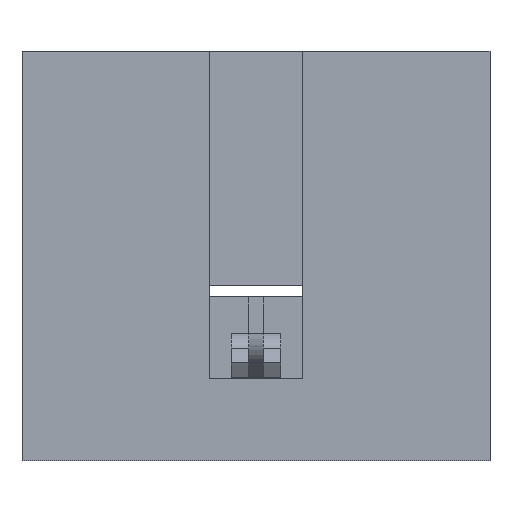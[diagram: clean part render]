
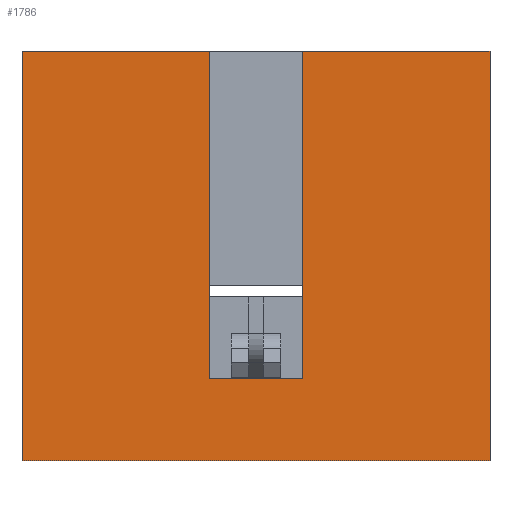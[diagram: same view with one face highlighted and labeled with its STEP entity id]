
A CAD part, front view. The second image highlights one B-rep face of the part: STEP entity #1786.
In plain terms, the highlighted planar face has unit normal (0, -1, 0).
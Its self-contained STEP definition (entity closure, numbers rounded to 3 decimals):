
#262=DIRECTION('',(1.,0.,0.));
#263=VECTOR('',#262,1.6);
#264=CARTESIAN_POINT('',(-2.,-1.,0.));
#265=LINE('4552',#264,#263);
#318=DIRECTION('',(1.,0.,0.));
#319=VECTOR('',#318,1.6);
#320=CARTESIAN_POINT('',(0.4,-1.,0.));
#321=LINE('4553',#320,#319);
#692=DIRECTION('',(1.,0.,0.));
#693=VECTOR('',#692,4.);
#694=CARTESIAN_POINT('',(-2.,-1.,-3.5));
#695=LINE('3596',#694,#693);
#804=DIRECTION('',(0.,0.,-1.));
#805=VECTOR('',#804,2.8);
#806=CARTESIAN_POINT('',(0.4,-1.,0.));
#807=LINE('4535',#806,#805);
#811=DIRECTION('',(0.,0.,-1.));
#812=VECTOR('',#811,3.5);
#813=CARTESIAN_POINT('',(-2.,-1.,0.));
#814=LINE('3603',#813,#812);
#818=DIRECTION('',(0.,0.,-1.));
#819=VECTOR('',#818,2.8);
#820=CARTESIAN_POINT('',(-0.4,-1.,0.));
#821=LINE('4536',#820,#819);
#825=DIRECTION('',(1.,0.,0.));
#826=VECTOR('',#825,0.8);
#827=CARTESIAN_POINT('',(-0.4,-1.,-2.8));
#828=LINE('4870',#827,#826);
#832=DIRECTION('',(0.,0.,-1.));
#833=VECTOR('',#832,3.5);
#834=CARTESIAN_POINT('',(2.,-1.,0.));
#835=LINE('3605',#834,#833);
#1118=CARTESIAN_POINT('',(-2.,-1.,0.));
#1120=VERTEX_POINT('',#1118);
#1121=CARTESIAN_POINT('',(2.,-1.,0.));
#1123=VERTEX_POINT('',#1121);
#1129=CARTESIAN_POINT('',(-2.,-1.,-3.5));
#1130=VERTEX_POINT('',#1129);
#1131=CARTESIAN_POINT('',(2.,-1.,-3.5));
#1132=VERTEX_POINT('',#1131);
#1145=CARTESIAN_POINT('',(0.4,-1.,0.));
#1147=VERTEX_POINT('',#1145);
#1153=CARTESIAN_POINT('',(-0.4,-1.,0.));
#1155=VERTEX_POINT('',#1153);
#1165=CARTESIAN_POINT('',(0.4,-1.,-2.8));
#1166=VERTEX_POINT('',#1165);
#1167=CARTESIAN_POINT('',(-0.4,-1.,-2.8));
#1168=VERTEX_POINT('',#1167);
#1769=CARTESIAN_POINT('',(-2.,-1.,0.));
#1770=DIRECTION('',(0.,-1.,0.));
#1771=DIRECTION('',(1.,0.,0.));
#1772=AXIS2_PLACEMENT_3D('',#1769,#1770,#1771);
#1773=PLANE('3602',#1772);
#1774=ORIENTED_EDGE('4535',*,*,#1656,.F.);
#1775=ORIENTED_EDGE('4553',*,*,#1312,.T.);
#1777=ORIENTED_EDGE('3605',*,*,#1776,.T.);
#1778=ORIENTED_EDGE('3596',*,*,#1678,.F.);
#1779=ORIENTED_EDGE('3603',*,*,#1762,.F.);
#1780=ORIENTED_EDGE('4552',*,*,#1296,.T.);
#1781=ORIENTED_EDGE('4536',*,*,#1611,.T.);
#1783=ORIENTED_EDGE('4870',*,*,#1782,.T.);
#1784=EDGE_LOOP('3602',(#1774,#1775,#1777,#1778,#1779,#1780,#1781,#1783));
#1785=FACE_OUTER_BOUND('3602',#1784,.F.);
#1296=EDGE_CURVE('4552',#1120,#1155,#265,.T.);
#1312=EDGE_CURVE('4553',#1147,#1123,#321,.T.);
#1611=EDGE_CURVE('4536',#1155,#1168,#821,.T.);
#1656=EDGE_CURVE('4535',#1147,#1166,#807,.T.);
#1678=EDGE_CURVE('3596',#1130,#1132,#695,.T.);
#1762=EDGE_CURVE('3603',#1120,#1130,#814,.T.);
#1776=EDGE_CURVE('3605',#1123,#1132,#835,.T.);
#1782=EDGE_CURVE('4870',#1168,#1166,#828,.T.);
#1786=ADVANCED_FACE('3602',(#1785),#1773,.T.);
